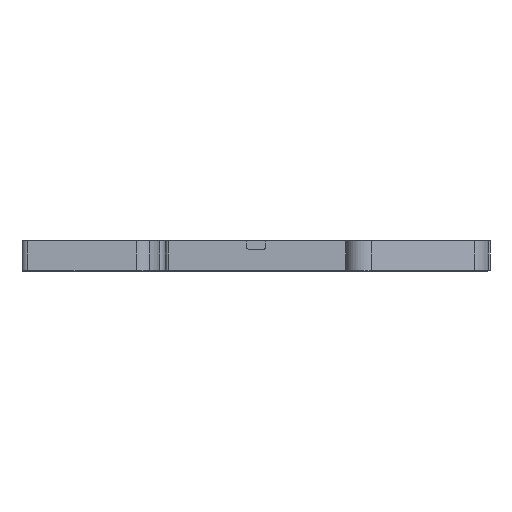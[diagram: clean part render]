
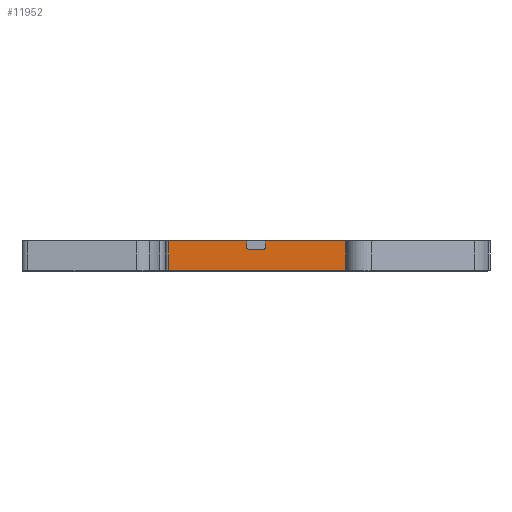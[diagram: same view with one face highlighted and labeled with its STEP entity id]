
A CAD part, front view. The second image highlights one B-rep face of the part: STEP entity #11952.
In plain terms, the highlighted planar face has unit normal (0, -1, 0).
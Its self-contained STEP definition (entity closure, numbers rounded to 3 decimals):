
#8 = CARTESIAN_POINT ( 'NONE',  ( -14.794, 0., -11.906 ) ) ;
#220 = LINE ( 'NONE', #20276, #6548 ) ;
#757 = CARTESIAN_POINT ( 'NONE',  ( -15.352, 0., 5.15 ) ) ;
#879 = ORIENTED_EDGE ( 'NONE', *, *, #14512, .F. ) ;
#1088 = LINE ( 'NONE', #10356, #18904 ) ;
#1151 = DIRECTION ( 'NONE',  ( 0., -1., 0. ) ) ;
#1323 = EDGE_CURVE ( 'NONE', #13961, #9444, #15430, .T. ) ;
#1702 = CARTESIAN_POINT ( 'NONE',  ( -1.272, 0., 3.65 ) ) ;
#2075 = AXIS2_PLACEMENT_3D ( 'NONE', #757, #2771, #6576 ) ;
#2111 = VECTOR ( 'NONE', #10315, 1000. ) ;
#2476 = DIRECTION ( 'NONE',  ( 0., -1., 0. ) ) ;
#2771 = DIRECTION ( 'NONE',  ( 0., 1., 0. ) ) ;
#2809 = VECTOR ( 'NONE', #6543, 1000. ) ;
#3015 = EDGE_CURVE ( 'NONE', #4163, #19175, #17775, .T. ) ;
#3595 = CARTESIAN_POINT ( 'NONE',  ( -14.794, 0., 5.15 ) ) ;
#3747 = CARTESIAN_POINT ( 'NONE',  ( 1.428, 0., 4.15 ) ) ;
#3899 = CIRCLE ( 'NONE', #6544, 0.5 ) ;
#4163 = VERTEX_POINT ( 'NONE', #9891 ) ;
#4793 = PLANE ( 'NONE',  #2075 ) ;
#5219 = CARTESIAN_POINT ( 'NONE',  ( -15.352, 0., 0.15 ) ) ;
#5938 = CARTESIAN_POINT ( 'NONE',  ( -1.772, 0., 4.15 ) ) ;
#6543 = DIRECTION ( 'NONE',  ( 1., 0., 0. ) ) ;
#6544 = AXIS2_PLACEMENT_3D ( 'NONE', #18727, #2476, #19551 ) ;
#6548 = VECTOR ( 'NONE', #11387, 1000. ) ;
#6576 = DIRECTION ( 'NONE',  ( 1., 0., 0. ) ) ;
#6813 = CARTESIAN_POINT ( 'NONE',  ( 1.428, 0., 5.15 ) ) ;
#6896 = VERTEX_POINT ( 'NONE', #8441 ) ;
#7529 = CARTESIAN_POINT ( 'NONE',  ( -1.772, 0., 5.15 ) ) ;
#8441 = CARTESIAN_POINT ( 'NONE',  ( -1.772, 0., 4.15 ) ) ;
#8535 = ORIENTED_EDGE ( 'NONE', *, *, #1323, .F. ) ;
#8798 = DIRECTION ( 'NONE',  ( 0., 0., 1. ) ) ;
#9091 = CARTESIAN_POINT ( 'NONE',  ( 1.428, 0., 4.15 ) ) ;
#9444 = VERTEX_POINT ( 'NONE', #7529 ) ;
#9837 = EDGE_CURVE ( 'NONE', #10859, #16353, #220, .T. ) ;
#9891 = CARTESIAN_POINT ( 'NONE',  ( 15.352, 0., 0.15 ) ) ;
#10315 = DIRECTION ( 'NONE',  ( -1., 0., 0. ) ) ;
#10356 = CARTESIAN_POINT ( 'NONE',  ( -1.272, 0., 3.65 ) ) ;
#10673 = ORIENTED_EDGE ( 'NONE', *, *, #9837, .F. ) ;
#10714 = ORIENTED_EDGE ( 'NONE', *, *, #11655, .F. ) ;
#10859 = VERTEX_POINT ( 'NONE', #6813 ) ;
#10872 = LINE ( 'NONE', #9091, #15710 ) ;
#11387 = DIRECTION ( 'NONE',  ( 1., 0., 0. ) ) ;
#11655 = EDGE_CURVE ( 'NONE', #15924, #10859, #10872, .T. ) ;
#11805 = FACE_OUTER_BOUND ( 'NONE', #16044, .T. ) ;
#11952 = ADVANCED_FACE ( 'NONE', ( #11805 ), #4793, .F. ) ;
#12249 = DIRECTION ( 'NONE',  ( 1., 0., 0. ) ) ;
#13170 = ORIENTED_EDGE ( 'NONE', *, *, #20794, .F. ) ;
#13383 = CARTESIAN_POINT ( 'NONE',  ( 0.928, 0., 4.15 ) ) ;
#13485 = LINE ( 'NONE', #16919, #23213 ) ;
#13569 = VECTOR ( 'NONE', #8798, 1000. ) ;
#13855 = CARTESIAN_POINT ( 'NONE',  ( 0.928, 0., 3.65 ) ) ;
#13912 = CARTESIAN_POINT ( 'NONE',  ( -14.794, 0., 0.15 ) ) ;
#13961 = VERTEX_POINT ( 'NONE', #3595 ) ;
#14092 = ORIENTED_EDGE ( 'NONE', *, *, #15751, .F. ) ;
#14189 = EDGE_CURVE ( 'NONE', #6896, #17666, #3899, .T. ) ;
#14512 = EDGE_CURVE ( 'NONE', #16353, #4163, #13485, .T. ) ;
#15039 = DIRECTION ( 'NONE',  ( 0., 0., -1. ) ) ;
#15430 = LINE ( 'NONE', #15551, #2809 ) ;
#15520 = VECTOR ( 'NONE', #20172, 1000. ) ;
#15551 = CARTESIAN_POINT ( 'NONE',  ( -15.352, 0., 5.15 ) ) ;
#15710 = VECTOR ( 'NONE', #21783, 1000. ) ;
#15751 = EDGE_CURVE ( 'NONE', #9444, #6896, #21957, .T. ) ;
#15924 = VERTEX_POINT ( 'NONE', #3747 ) ;
#16044 = EDGE_LOOP ( 'NONE', ( #8535, #13170, #19923, #879, #10673, #10714, #19342, #20974, #22329, #14092 ) ) ;
#16142 = LINE ( 'NONE', #8, #13569 ) ;
#16353 = VERTEX_POINT ( 'NONE', #17948 ) ;
#16919 = CARTESIAN_POINT ( 'NONE',  ( 15.352, 0., 5.15 ) ) ;
#17066 = EDGE_CURVE ( 'NONE', #19909, #15924, #18601, .T. ) ;
#17666 = VERTEX_POINT ( 'NONE', #1702 ) ;
#17775 = LINE ( 'NONE', #5219, #2111 ) ;
#17924 = EDGE_CURVE ( 'NONE', #17666, #19909, #1088, .T. ) ;
#17948 = CARTESIAN_POINT ( 'NONE',  ( 15.352, 0., 5.15 ) ) ;
#18601 = CIRCLE ( 'NONE', #20875, 0.5 ) ;
#18727 = CARTESIAN_POINT ( 'NONE',  ( -1.272, 0., 4.15 ) ) ;
#18904 = VECTOR ( 'NONE', #12249, 1000. ) ;
#18940 = DIRECTION ( 'NONE',  ( 0., 0., -1. ) ) ;
#19175 = VERTEX_POINT ( 'NONE', #13912 ) ;
#19342 = ORIENTED_EDGE ( 'NONE', *, *, #17066, .F. ) ;
#19551 = DIRECTION ( 'NONE',  ( -1., 0., 0. ) ) ;
#19909 = VERTEX_POINT ( 'NONE', #13855 ) ;
#19923 = ORIENTED_EDGE ( 'NONE', *, *, #3015, .F. ) ;
#20172 = DIRECTION ( 'NONE',  ( 0., 0., -1. ) ) ;
#20276 = CARTESIAN_POINT ( 'NONE',  ( -15.352, 0., 5.15 ) ) ;
#20794 = EDGE_CURVE ( 'NONE', #19175, #13961, #16142, .T. ) ;
#20875 = AXIS2_PLACEMENT_3D ( 'NONE', #13383, #1151, #15039 ) ;
#20974 = ORIENTED_EDGE ( 'NONE', *, *, #17924, .F. ) ;
#21783 = DIRECTION ( 'NONE',  ( 0., 0., 1. ) ) ;
#21957 = LINE ( 'NONE', #5938, #15520 ) ;
#22329 = ORIENTED_EDGE ( 'NONE', *, *, #14189, .F. ) ;
#23213 = VECTOR ( 'NONE', #18940, 1000. ) ;
